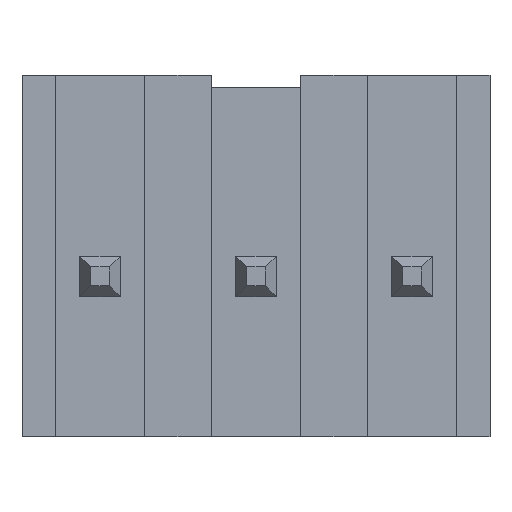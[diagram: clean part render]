
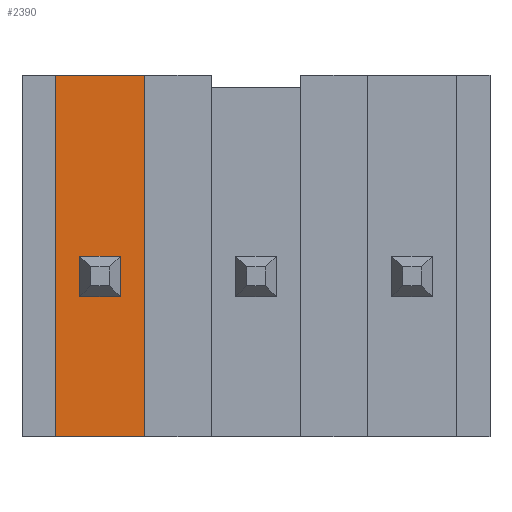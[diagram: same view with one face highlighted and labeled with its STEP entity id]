
A CAD part, front view. The second image highlights one B-rep face of the part: STEP entity #2390.
In plain terms, the highlighted planar face has unit normal (0, -1, 0).
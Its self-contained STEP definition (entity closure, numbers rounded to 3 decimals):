
#29 = LINE ( 'NONE', #821, #2025 ) ;
#38 = EDGE_CURVE ( 'NONE', #2264, #1113, #1058, .T. ) ;
#63 = LINE ( 'NONE', #855, #1261 ) ;
#141 = CARTESIAN_POINT ( 'NONE',  ( -1.785, 1.1, 5.8 ) ) ;
#234 = VECTOR ( 'NONE', #2330, 1000. ) ;
#305 = LINE ( 'NONE', #538, #234 ) ;
#316 = LINE ( 'NONE', #2672, #1441 ) ;
#352 = EDGE_CURVE ( 'NONE', #1423, #2264, #2864, .T. ) ;
#354 = CARTESIAN_POINT ( 'NONE',  ( -1.785, 1.1, 0. ) ) ;
#410 = CARTESIAN_POINT ( 'NONE',  ( -2.175, 1.1, 2.25 ) ) ;
#468 = VECTOR ( 'NONE', #2158, 1000. ) ;
#498 = CARTESIAN_POINT ( 'NONE',  ( -3.215, 1.1, 5.8 ) ) ;
#537 = VECTOR ( 'NONE', #2784, 1000. ) ;
#538 = CARTESIAN_POINT ( 'NONE',  ( -2.175, 1.1, 5.8 ) ) ;
#580 = CARTESIAN_POINT ( 'NONE',  ( 0., 1.1, 5.8 ) ) ;
#616 = LINE ( 'NONE', #1230, #537 ) ;
#621 = ORIENTED_EDGE ( 'NONE', *, *, #1059, .T. ) ;
#754 = ORIENTED_EDGE ( 'NONE', *, *, #2058, .F. ) ;
#799 = DIRECTION ( 'NONE',  ( -1., 0., 0. ) ) ;
#821 = CARTESIAN_POINT ( 'NONE',  ( 0., 1.1, 2.9 ) ) ;
#848 = CARTESIAN_POINT ( 'NONE',  ( 0., 1.1, 5.8 ) ) ;
#855 = CARTESIAN_POINT ( 'NONE',  ( -2.825, 1.1, 5.8 ) ) ;
#1006 = CARTESIAN_POINT ( 'NONE',  ( -2.175, 1.1, 2.9 ) ) ;
#1009 = VERTEX_POINT ( 'NONE', #141 ) ;
#1024 = EDGE_CURVE ( 'NONE', #1034, #1890, #29, .T. ) ;
#1034 = VERTEX_POINT ( 'NONE', #2171 ) ;
#1046 = ORIENTED_EDGE ( 'NONE', *, *, #1024, .T. ) ;
#1058 = LINE ( 'NONE', #1919, #468 ) ;
#1059 = EDGE_CURVE ( 'NONE', #2418, #1034, #63, .T. ) ;
#1073 = ORIENTED_EDGE ( 'NONE', *, *, #352, .T. ) ;
#1113 = VERTEX_POINT ( 'NONE', #354 ) ;
#1230 = CARTESIAN_POINT ( 'NONE',  ( -1.785, 1.1, 5.8 ) ) ;
#1261 = VECTOR ( 'NONE', #2432, 1000. ) ;
#1272 = CARTESIAN_POINT ( 'NONE',  ( -2.825, 1.1, 2.25 ) ) ;
#1336 = EDGE_LOOP ( 'NONE', ( #1947, #621, #1046, #2677 ) ) ;
#1423 = VERTEX_POINT ( 'NONE', #2578 ) ;
#1441 = VECTOR ( 'NONE', #2225, 1000. ) ;
#1515 = FACE_BOUND ( 'NONE', #1336, .T. ) ;
#1842 = ORIENTED_EDGE ( 'NONE', *, *, #38, .T. ) ;
#1857 = EDGE_CURVE ( 'NONE', #1009, #1113, #616, .T. ) ;
#1890 = VERTEX_POINT ( 'NONE', #1006 ) ;
#1919 = CARTESIAN_POINT ( 'NONE',  ( 0., 1.1, 0. ) ) ;
#1947 = ORIENTED_EDGE ( 'NONE', *, *, #2161, .T. ) ;
#2025 = VECTOR ( 'NONE', #2401, 1000. ) ;
#2036 = CARTESIAN_POINT ( 'NONE',  ( -3.215, 1.1, 0. ) ) ;
#2058 = EDGE_CURVE ( 'NONE', #1423, #1009, #2848, .T. ) ;
#2108 = EDGE_LOOP ( 'NONE', ( #1842, #2783, #754, #1073 ) ) ;
#2124 = AXIS2_PLACEMENT_3D ( 'NONE', #580, #2145, #799 ) ;
#2145 = DIRECTION ( 'NONE',  ( 0., 1., 0. ) ) ;
#2158 = DIRECTION ( 'NONE',  ( 1., 0., 0. ) ) ;
#2161 = EDGE_CURVE ( 'NONE', #2480, #2418, #316, .T. ) ;
#2171 = CARTESIAN_POINT ( 'NONE',  ( -2.825, 1.1, 2.9 ) ) ;
#2225 = DIRECTION ( 'NONE',  ( -1., 0., 0. ) ) ;
#2254 = VECTOR ( 'NONE', #2636, 1000. ) ;
#2264 = VERTEX_POINT ( 'NONE', #2036 ) ;
#2330 = DIRECTION ( 'NONE',  ( 0., 0., -1. ) ) ;
#2390 = ADVANCED_FACE ( 'NONE', ( #1515, #2766 ), #2577, .F. ) ;
#2401 = DIRECTION ( 'NONE',  ( 1., 0., 0. ) ) ;
#2418 = VERTEX_POINT ( 'NONE', #1272 ) ;
#2432 = DIRECTION ( 'NONE',  ( 0., 0., 1. ) ) ;
#2480 = VERTEX_POINT ( 'NONE', #410 ) ;
#2503 = DIRECTION ( 'NONE',  ( 0., 0., -1. ) ) ;
#2577 = PLANE ( 'NONE',  #2124 ) ;
#2578 = CARTESIAN_POINT ( 'NONE',  ( -3.215, 1.1, 5.8 ) ) ;
#2636 = DIRECTION ( 'NONE',  ( 1., 0., 0. ) ) ;
#2672 = CARTESIAN_POINT ( 'NONE',  ( 0., 1.1, 2.25 ) ) ;
#2677 = ORIENTED_EDGE ( 'NONE', *, *, #2820, .T. ) ;
#2766 = FACE_OUTER_BOUND ( 'NONE', #2108, .T. ) ;
#2783 = ORIENTED_EDGE ( 'NONE', *, *, #1857, .F. ) ;
#2784 = DIRECTION ( 'NONE',  ( 0., 0., -1. ) ) ;
#2788 = VECTOR ( 'NONE', #2503, 1000. ) ;
#2820 = EDGE_CURVE ( 'NONE', #1890, #2480, #305, .T. ) ;
#2848 = LINE ( 'NONE', #848, #2254 ) ;
#2864 = LINE ( 'NONE', #498, #2788 ) ;
